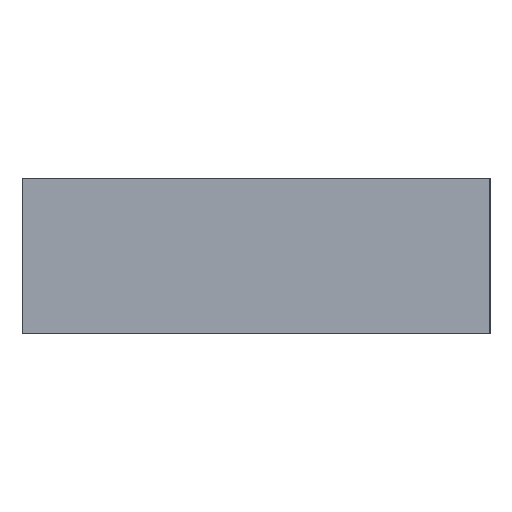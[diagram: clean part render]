
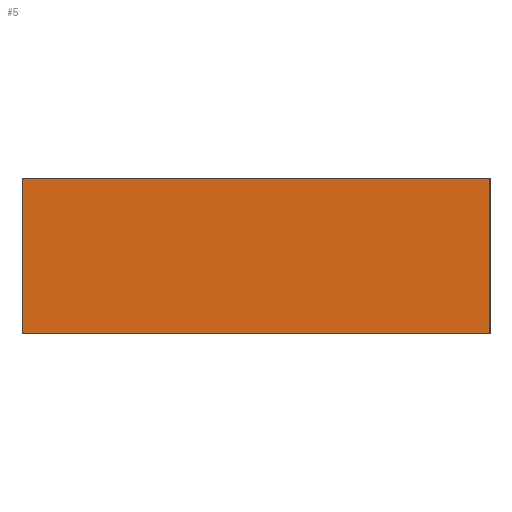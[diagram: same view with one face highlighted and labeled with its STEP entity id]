
A CAD part, left-side view. The second image highlights one B-rep face of the part: STEP entity #5.
In plain terms, the highlighted planar face has unit normal (-1, 0, 0).
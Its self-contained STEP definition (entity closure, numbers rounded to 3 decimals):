
#5 = ADVANCED_FACE ( 'NONE', ( #1157 ), #1504, .F. ) ;
#195 = ORIENTED_EDGE ( 'NONE', *, *, #385, .T. ) ;
#208 = CARTESIAN_POINT ( 'NONE',  ( 0., 0., 0. ) ) ;
#353 = AXIS2_PLACEMENT_3D ( 'NONE', #1058, #2649, #2614 ) ;
#385 = EDGE_CURVE ( 'NONE', #1867, #1035, #1032, .T. ) ;
#419 = LINE ( 'NONE', #1995, #2770 ) ;
#436 = VECTOR ( 'NONE', #2854, 1000. ) ;
#608 = CARTESIAN_POINT ( 'NONE',  ( 0., 6., 2. ) ) ;
#645 = DIRECTION ( 'NONE',  ( 0., -1., 0. ) ) ;
#704 = EDGE_CURVE ( 'NONE', #1295, #1865, #2752, .T. ) ;
#722 = ORIENTED_EDGE ( 'NONE', *, *, #704, .F. ) ;
#752 = EDGE_CURVE ( 'NONE', #1035, #1865, #2374, .T. ) ;
#878 = EDGE_LOOP ( 'NONE', ( #2778, #722, #2447, #195 ) ) ;
#1032 = LINE ( 'NONE', #1188, #436 ) ;
#1035 = VERTEX_POINT ( 'NONE', #2344 ) ;
#1058 = CARTESIAN_POINT ( 'NONE',  ( 0., 0., 2. ) ) ;
#1084 = CARTESIAN_POINT ( 'NONE',  ( 0., 0., 2. ) ) ;
#1157 = FACE_OUTER_BOUND ( 'NONE', #878, .T. ) ;
#1188 = CARTESIAN_POINT ( 'NONE',  ( 0., 6., 2. ) ) ;
#1295 = VERTEX_POINT ( 'NONE', #1084 ) ;
#1329 = CARTESIAN_POINT ( 'NONE',  ( 0., 0., 2. ) ) ;
#1504 = PLANE ( 'NONE',  #353 ) ;
#1567 = DIRECTION ( 'NONE',  ( 0., -1., 0. ) ) ;
#1865 = VERTEX_POINT ( 'NONE', #2200 ) ;
#1867 = VERTEX_POINT ( 'NONE', #608 ) ;
#1953 = EDGE_CURVE ( 'NONE', #1867, #1295, #419, .T. ) ;
#1984 = VECTOR ( 'NONE', #2013, 1000. ) ;
#1995 = CARTESIAN_POINT ( 'NONE',  ( 0., 0., 2. ) ) ;
#2013 = DIRECTION ( 'NONE',  ( 0., 0., -1. ) ) ;
#2200 = CARTESIAN_POINT ( 'NONE',  ( 0., 0., 0. ) ) ;
#2344 = CARTESIAN_POINT ( 'NONE',  ( 0., 6., 0. ) ) ;
#2374 = LINE ( 'NONE', #208, #2919 ) ;
#2447 = ORIENTED_EDGE ( 'NONE', *, *, #1953, .F. ) ;
#2614 = DIRECTION ( 'NONE',  ( 0., 0., -1. ) ) ;
#2649 = DIRECTION ( 'NONE',  ( 1., 0., 0. ) ) ;
#2752 = LINE ( 'NONE', #1329, #1984 ) ;
#2770 = VECTOR ( 'NONE', #645, 1000. ) ;
#2778 = ORIENTED_EDGE ( 'NONE', *, *, #752, .T. ) ;
#2854 = DIRECTION ( 'NONE',  ( 0., 0., -1. ) ) ;
#2919 = VECTOR ( 'NONE', #1567, 1000. ) ;
